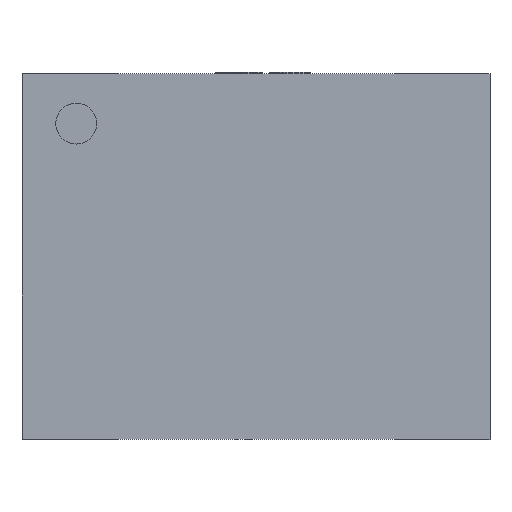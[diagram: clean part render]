
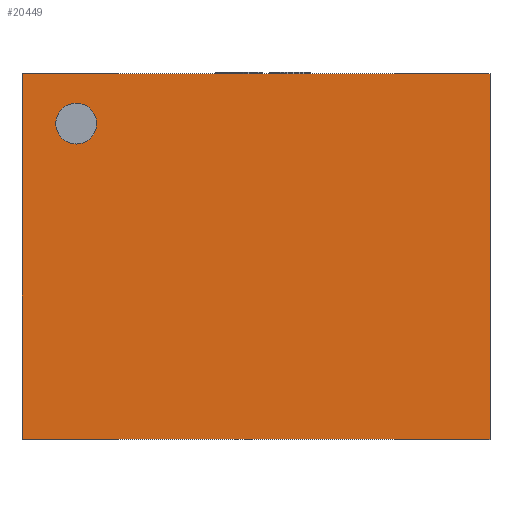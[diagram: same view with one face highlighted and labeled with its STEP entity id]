
A CAD part, top view. The second image highlights one B-rep face of the part: STEP entity #20449.
In plain terms, the highlighted planar face has unit normal (0, 0, 1).
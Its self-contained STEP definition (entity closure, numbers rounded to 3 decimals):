
#133 = ORIENTED_EDGE ( 'NONE', *, *, #24856, .F. ) ;
#1145 = DIRECTION ( 'NONE',  ( 0., 0., 1. ) ) ;
#1471 = VECTOR ( 'NONE', #30136, 1000. ) ;
#1922 = DIRECTION ( 'NONE',  ( 0., 0., 1. ) ) ;
#2263 = VECTOR ( 'NONE', #18377, 1000. ) ;
#2385 = CARTESIAN_POINT ( 'NONE',  ( -1.6, 1.25, 0.5 ) ) ;
#2537 = DIRECTION ( 'NONE',  ( 0., 0., 1. ) ) ;
#3937 = LINE ( 'NONE', #15950, #32906 ) ;
#4701 = CARTESIAN_POINT ( 'NONE',  ( 1.6, 1.25, 0.5 ) ) ;
#4751 = FACE_OUTER_BOUND ( 'NONE', #23883, .T. ) ;
#4999 = CARTESIAN_POINT ( 'NONE',  ( -1.6, 1.25, 0.5 ) ) ;
#5163 = VERTEX_POINT ( 'NONE', #4701 ) ;
#6668 = ORIENTED_EDGE ( 'NONE', *, *, #20913, .F. ) ;
#7289 = ORIENTED_EDGE ( 'NONE', *, *, #25481, .T. ) ;
#7463 = CARTESIAN_POINT ( 'NONE',  ( -1.6, -1.25, 0.5 ) ) ;
#7888 = LINE ( 'NONE', #30801, #22353 ) ;
#8237 = ORIENTED_EDGE ( 'NONE', *, *, #32253, .T. ) ;
#8535 = ORIENTED_EDGE ( 'NONE', *, *, #13296, .T. ) ;
#8559 = CIRCLE ( 'NONE', #23047, 0.14 ) ;
#9701 = LINE ( 'NONE', #2385, #1471 ) ;
#12324 = CARTESIAN_POINT ( 'NONE',  ( 1.6, -1.25, 0.5 ) ) ;
#12728 = DIRECTION ( 'NONE',  ( 1., 0., 0. ) ) ;
#12988 = LINE ( 'NONE', #28177, #2263 ) ;
#13099 = DIRECTION ( 'NONE',  ( 0., 1., 0. ) ) ;
#13296 = EDGE_CURVE ( 'NONE', #15830, #31866, #7888, .T. ) ;
#14470 = PLANE ( 'NONE',  #31747 ) ;
#14637 = FACE_BOUND ( 'NONE', #18285, .T. ) ;
#15324 = CIRCLE ( 'NONE', #24427, 0.14 ) ;
#15830 = VERTEX_POINT ( 'NONE', #7463 ) ;
#15950 = CARTESIAN_POINT ( 'NONE',  ( 1.6, 1.25, 0.5 ) ) ;
#15966 = ORIENTED_EDGE ( 'NONE', *, *, #21678, .T. ) ;
#17104 = VERTEX_POINT ( 'NONE', #4999 ) ;
#17665 = DIRECTION ( 'NONE',  ( 1., 0., 0. ) ) ;
#18285 = EDGE_LOOP ( 'NONE', ( #6668, #133 ) ) ;
#18377 = DIRECTION ( 'NONE',  ( -1., 0., 0. ) ) ;
#18611 = DIRECTION ( 'NONE',  ( 1., 0., 0. ) ) ;
#20449 = ADVANCED_FACE ( 'NONE', ( #14637, #4751 ), #14470, .T. ) ;
#20465 = CARTESIAN_POINT ( 'NONE',  ( -1.229, 0.908, 0.5 ) ) ;
#20704 = CARTESIAN_POINT ( 'NONE',  ( -1.089, 0.908, 0.5 ) ) ;
#20913 = EDGE_CURVE ( 'NONE', #27463, #32894, #15324, .T. ) ;
#21678 = EDGE_CURVE ( 'NONE', #31866, #5163, #3937, .T. ) ;
#22353 = VECTOR ( 'NONE', #17665, 1000. ) ;
#23047 = AXIS2_PLACEMENT_3D ( 'NONE', #20465, #2537, #12728 ) ;
#23883 = EDGE_LOOP ( 'NONE', ( #15966, #7289, #8237, #8535 ) ) ;
#24109 = CARTESIAN_POINT ( 'NONE',  ( -1.229, 0.908, 0.5 ) ) ;
#24427 = AXIS2_PLACEMENT_3D ( 'NONE', #24109, #1145, #18611 ) ;
#24856 = EDGE_CURVE ( 'NONE', #32894, #27463, #8559, .T. ) ;
#25481 = EDGE_CURVE ( 'NONE', #5163, #17104, #12988, .T. ) ;
#27463 = VERTEX_POINT ( 'NONE', #20704 ) ;
#28177 = CARTESIAN_POINT ( 'NONE',  ( -1.6, 1.25, 0.5 ) ) ;
#30136 = DIRECTION ( 'NONE',  ( 0., -1., 0. ) ) ;
#30151 = CARTESIAN_POINT ( 'NONE',  ( 0., 0., 0.5 ) ) ;
#30801 = CARTESIAN_POINT ( 'NONE',  ( -1.6, -1.25, 0.5 ) ) ;
#30939 = CARTESIAN_POINT ( 'NONE',  ( -1.369, 0.908, 0.5 ) ) ;
#31747 = AXIS2_PLACEMENT_3D ( 'NONE', #30151, #1922, #32482 ) ;
#31866 = VERTEX_POINT ( 'NONE', #12324 ) ;
#32253 = EDGE_CURVE ( 'NONE', #17104, #15830, #9701, .T. ) ;
#32482 = DIRECTION ( 'NONE',  ( 1., 0., 0. ) ) ;
#32894 = VERTEX_POINT ( 'NONE', #30939 ) ;
#32906 = VECTOR ( 'NONE', #13099, 1000. ) ;
